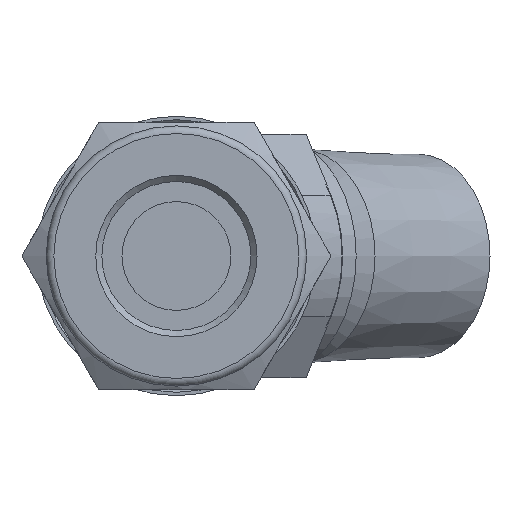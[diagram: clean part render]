
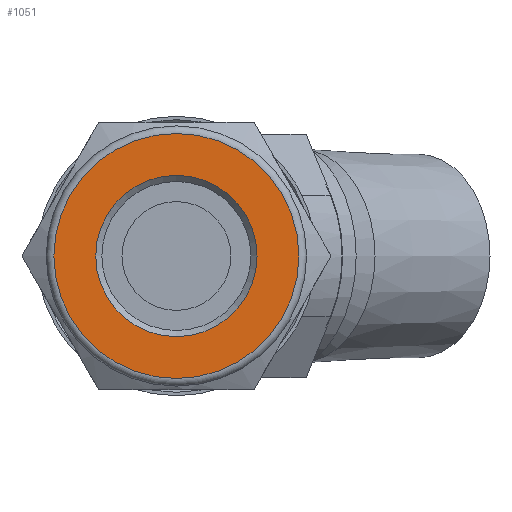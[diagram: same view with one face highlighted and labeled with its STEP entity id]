
A CAD part, left-side view. The second image highlights one B-rep face of the part: STEP entity #1051.
In plain terms, the highlighted planar face has unit normal (-1, 0, 0).
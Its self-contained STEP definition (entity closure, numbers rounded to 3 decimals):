
#66=FACE_BOUND('',#242,.T.);
#100=CIRCLE('',#1154,8.);
#115=CIRCLE('',#1182,5.265);
#168=FACE_OUTER_BOUND('',#241,.T.);
#241=EDGE_LOOP('',(#846));
#242=EDGE_LOOP('',(#847));
#479=VERTEX_POINT('',#1730);
#492=VERTEX_POINT('',#1780);
#593=EDGE_CURVE('',#479,#479,#100,.T.);
#617=EDGE_CURVE('',#492,#492,#115,.T.);
#846=ORIENTED_EDGE('',*,*,#593,.F.);
#847=ORIENTED_EDGE('',*,*,#617,.T.);
#997=PLANE('',#1183);
#1051=ADVANCED_FACE('',(#168,#66),#997,.T.);
#1154=AXIS2_PLACEMENT_3D('',#1732,#1359,#1360);
#1182=AXIS2_PLACEMENT_3D('',#1782,#1424,#1425);
#1183=AXIS2_PLACEMENT_3D('',#1783,#1426,#1427);
#1359=DIRECTION('center_axis',(1.,0.,0.));
#1360=DIRECTION('ref_axis',(0.,0.,-1.));
#1424=DIRECTION('center_axis',(1.,0.,0.));
#1425=DIRECTION('ref_axis',(0.,0.,-1.));
#1426=DIRECTION('center_axis',(-1.,0.,0.));
#1427=DIRECTION('ref_axis',(0.,0.,1.));
#1730=CARTESIAN_POINT('',(0.,0.,8.));
#1732=CARTESIAN_POINT('Origin',(0.,0.,
0.));
#1780=CARTESIAN_POINT('',(0.,-5.265,0.));
#1782=CARTESIAN_POINT('Origin',(0.,0.,
0.));
#1783=CARTESIAN_POINT('Origin',(0.,8.,0.));
